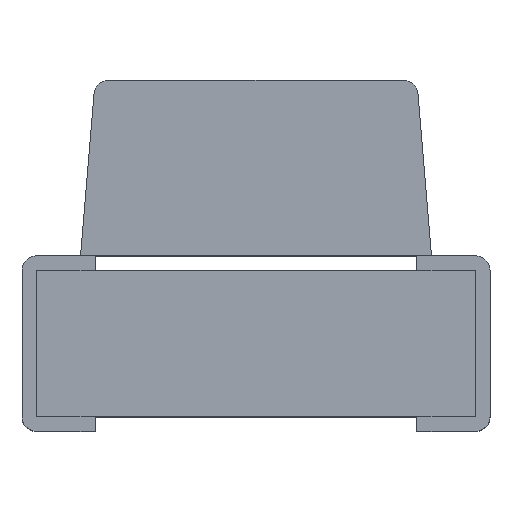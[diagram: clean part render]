
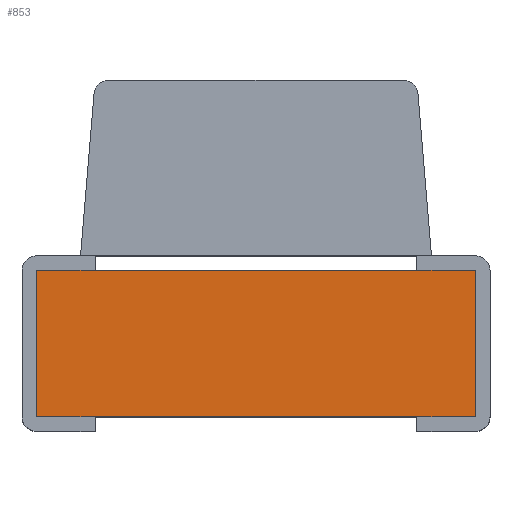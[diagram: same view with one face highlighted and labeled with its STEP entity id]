
A CAD part, top view. The second image highlights one B-rep face of the part: STEP entity #853.
In plain terms, the highlighted planar face has unit normal (0, 0, 1).
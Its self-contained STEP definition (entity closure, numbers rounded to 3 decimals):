
#48=PLANE('',#927);
#90=FACE_OUTER_BOUND('',#132,.T.);
#132=EDGE_LOOP('',(#748,#749,#750,#751,#752,#753,#754,#755));
#192=LINE('',#1286,#294);
#195=LINE('',#1292,#297);
#204=LINE('',#1308,#306);
#213=LINE('',#1328,#315);
#216=LINE('',#1334,#318);
#225=LINE('',#1350,#327);
#232=LINE('',#1363,#334);
#235=LINE('',#1367,#337);
#294=VECTOR('',#1055,10.);
#297=VECTOR('',#1060,10.);
#306=VECTOR('',#1075,10.);
#315=VECTOR('',#1094,10.);
#318=VECTOR('',#1099,10.);
#327=VECTOR('',#1114,10.);
#334=VECTOR('',#1131,10.);
#337=VECTOR('',#1136,10.);
#401=VERTEX_POINT('',#1284);
#402=VERTEX_POINT('',#1285);
#403=VERTEX_POINT('',#1290);
#404=VERTEX_POINT('',#1291);
#413=VERTEX_POINT('',#1326);
#414=VERTEX_POINT('',#1327);
#415=VERTEX_POINT('',#1332);
#416=VERTEX_POINT('',#1333);
#492=EDGE_CURVE('',#401,#402,#192,.T.);
#495=EDGE_CURVE('',#403,#404,#195,.T.);
#504=EDGE_CURVE('',#404,#401,#204,.T.);
#513=EDGE_CURVE('',#413,#414,#213,.T.);
#516=EDGE_CURVE('',#415,#416,#216,.T.);
#525=EDGE_CURVE('',#416,#413,#225,.T.);
#532=EDGE_CURVE('',#414,#403,#232,.T.);
#535=EDGE_CURVE('',#402,#415,#235,.T.);
#748=ORIENTED_EDGE('',*,*,#492,.T.);
#749=ORIENTED_EDGE('',*,*,#535,.T.);
#750=ORIENTED_EDGE('',*,*,#516,.T.);
#751=ORIENTED_EDGE('',*,*,#525,.T.);
#752=ORIENTED_EDGE('',*,*,#513,.T.);
#753=ORIENTED_EDGE('',*,*,#532,.T.);
#754=ORIENTED_EDGE('',*,*,#495,.T.);
#755=ORIENTED_EDGE('',*,*,#504,.T.);
#853=ADVANCED_FACE('',(#90),#48,.T.);
#927=AXIS2_PLACEMENT_3D('',#1368,#1137,#1138);
#1055=DIRECTION('',(-1.,0.,0.));
#1060=DIRECTION('',(1.,0.,0.));
#1075=DIRECTION('',(0.,1.,0.));
#1094=DIRECTION('',(1.,0.,0.));
#1099=DIRECTION('',(-1.,0.,0.));
#1114=DIRECTION('',(0.,-1.,0.));
#1131=DIRECTION('',(1.,0.,0.));
#1136=DIRECTION('',(-1.,0.,0.));
#1137=DIRECTION('center_axis',(0.,0.,1.));
#1138=DIRECTION('ref_axis',(0.,1.,0.));
#1284=CARTESIAN_POINT('',(0.75,0.25,0.6));
#1285=CARTESIAN_POINT('',(0.55,0.25,0.6));
#1286=CARTESIAN_POINT('',(0.75,0.25,0.6));
#1290=CARTESIAN_POINT('',(0.55,-0.25,0.6));
#1291=CARTESIAN_POINT('',(0.75,-0.25,0.6));
#1292=CARTESIAN_POINT('',(-0.75,-0.25,0.6));
#1308=CARTESIAN_POINT('',(0.75,-0.25,0.6));
#1326=CARTESIAN_POINT('',(-0.75,-0.25,0.6));
#1327=CARTESIAN_POINT('',(-0.55,-0.25,0.6));
#1328=CARTESIAN_POINT('',(-0.75,-0.25,0.6));
#1332=CARTESIAN_POINT('',(-0.55,0.25,0.6));
#1333=CARTESIAN_POINT('',(-0.75,0.25,0.6));
#1334=CARTESIAN_POINT('',(0.75,0.25,0.6));
#1350=CARTESIAN_POINT('',(-0.75,0.25,0.6));
#1363=CARTESIAN_POINT('',(-0.75,-0.25,0.6));
#1367=CARTESIAN_POINT('',(0.75,0.25,0.6));
#1368=CARTESIAN_POINT('Origin',(0.,0.,
0.6));
